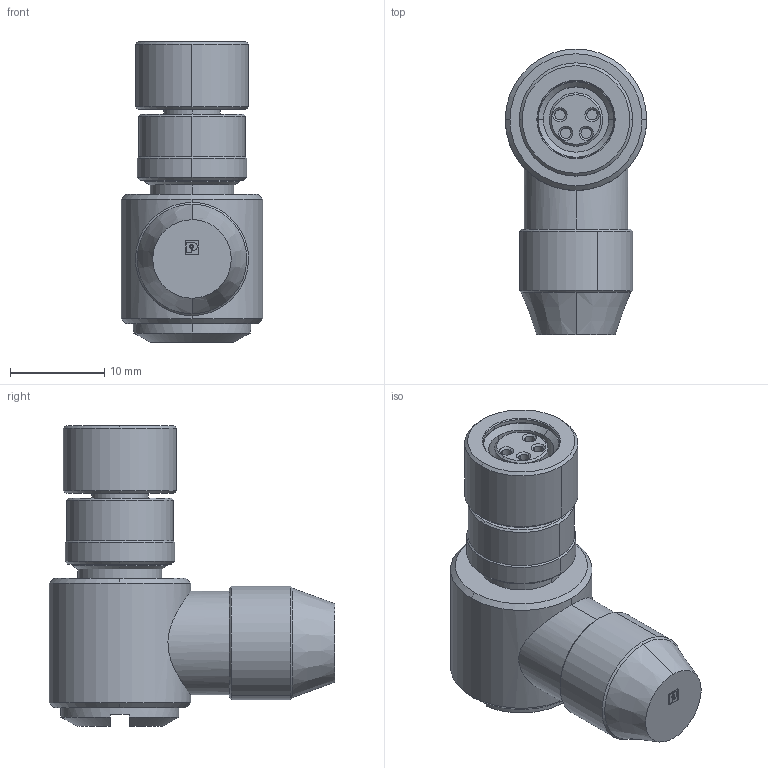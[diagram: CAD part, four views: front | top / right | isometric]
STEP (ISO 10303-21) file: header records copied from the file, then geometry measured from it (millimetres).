
FILE_DESCRIPTION(('SolidDesigner STEP Export'),'2;1');
FILE_NAME('1436482.stp','2009-05-05T 8:36:27',(''),(''),'CoCreate Modeling STEP processor for AP214 (Solid Model)','CoCreate Modeling 16.00A 16-Aug-2008 (C) Parametric Technology GmbH','');
FILE_SCHEMA(('AUTOMOTIVE_DESIGN { 1 0 10303 214 1 1 1 1 }'));
Length unit declared in the file: millimetre
Products named in the file (2): 1436482
Assembly tree (1 placements, depth 2):
  1436482
    1436482
Bounding box: 15 x 30.3 x 31.9 mm (x, y, z)
Volume: 5661.1 mm3; surface area: 2678.9 mm2
Topology: 1 solids, 1 shells, 129 faces, 342 edges, 232 vertices
Faces by surface type: cylinder 56, cone 38, plane 35
Entity records: 3700 total; most frequent: ORIENTED_EDGE 684, CARTESIAN_POINT 594, DIRECTION 491, EDGE_CURVE 342, VERTEX_POINT 232, AXIS2_PLACEMENT_3D 179, EDGE_LOOP 146, VECTOR 133
